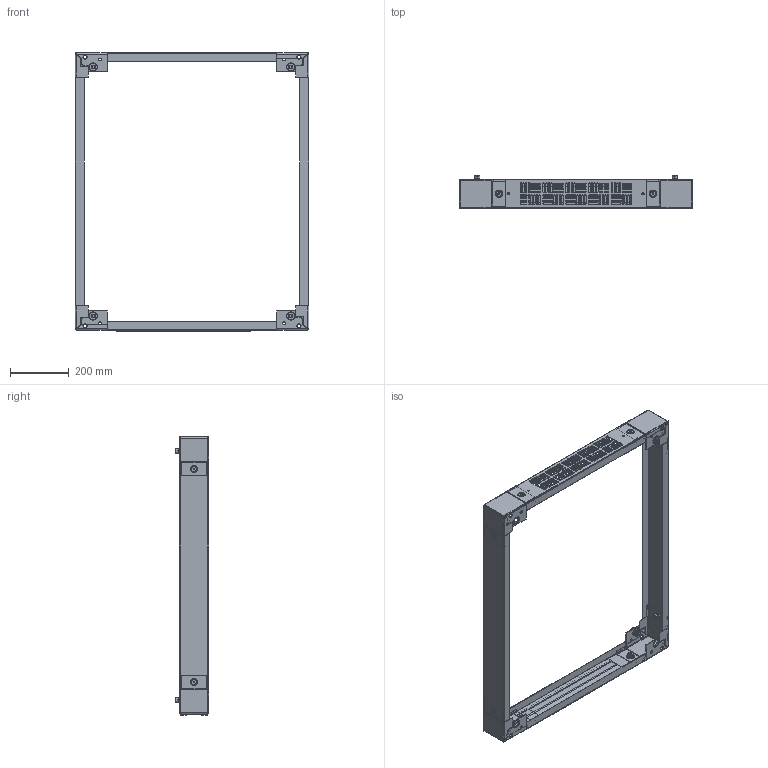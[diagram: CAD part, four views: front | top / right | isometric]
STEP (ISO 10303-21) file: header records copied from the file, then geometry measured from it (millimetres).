
FILE_DESCRIPTION (( 'STEP AP203' ), '1' );
FILE_NAME ('R1ZEIT8101.STEP', '2014-04-08T12:39:14', ( 'Utente0011' ), ( 'Hewlett-Packard Company' ), 'SwSTEP 2.0', 'SolidWorks 2013', '' );
FILE_SCHEMA (( 'CONFIG_CONTROL_DESIGN' ));
Length unit declared in the file: millimetre
Products named in the file (12): A3400003; A3400005; QB08C043old; A0200005; QB08C009_QB08C008; A5100367_Larghezza 458; A0300020; R1ZEIT8101; QB08C079_default; A5100001; QB08T079_QB08T079; QB08C081
Assembly tree (37 placements, depth 3):
  R1ZEIT8101
    QB08C043old  x4
    QB08C009_QB08C008  x2
    A0300020  x8
    QB08T079_QB08T079
      QB08C079_default
      A5100001  x2
    QB08C081
    A3400003  x8
    A3400005  x4
    A0200005  x4
    A5100367_Larghezza 458  x2
Bounding box: 798.34 x 113.5 x 949.6 mm (x, y, z)
Volume: 1385280.3 mm3; surface area: 1325231.2 mm2
Topology: 48 solids, 48 shells, 3374 faces, 8816 edges, 5548 vertices
Faces by surface type: plane 1790, cylinder 1128, cone 392, torus 40, bspline 24
Entity records: 36858 total; most frequent: CARTESIAN_POINT 6683, DIRECTION 6024, ORIENTED_EDGE 5780, EDGE_CURVE 2890, AXIS2_PLACEMENT_3D 2087, VECTOR 1850, LINE 1850, VERTEX_POINT 1836
